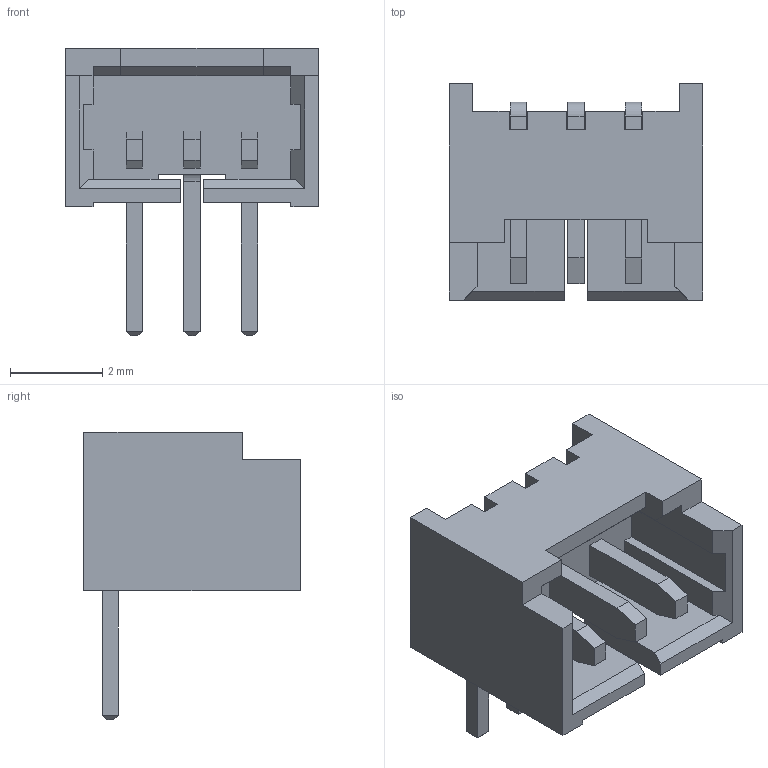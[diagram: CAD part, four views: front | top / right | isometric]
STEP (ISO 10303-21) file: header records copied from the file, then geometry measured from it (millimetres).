
FILE_DESCRIPTION (( 'STEP AP214' ), '1' );
FILE_NAME ('CONN-TH_1.25T-3P-WP.step', '2022-07-29T15:38:45', ( '' ), ( '' ), 'SwSTEP 2.0', 'SolidWorks 2020', '' );
FILE_SCHEMA (( 'AUTOMOTIVE_DESIGN' ));
Length unit declared in the file: millimetre
Products named in the file (1): CONN-TH_1.25T-3P-WP
Bounding box: 5.5 x 4.7 x 6.25 mm (x, y, z)
Volume: 42.9 mm3; surface area: 188.6 mm2
Topology: 14 solids, 14 shells, 411 faces, 1098 edges, 728 vertices
Faces by surface type: plane 291, bspline 114, cylinder 6
Entity records: 17427 total; most frequent: CARTESIAN_POINT 4600, ORIENTED_EDGE 2196, DIRECTION 1474, EDGE_CURVE 1098, VECTOR 854, LINE 854, VERTEX_POINT 728, EDGE_LOOP 436
